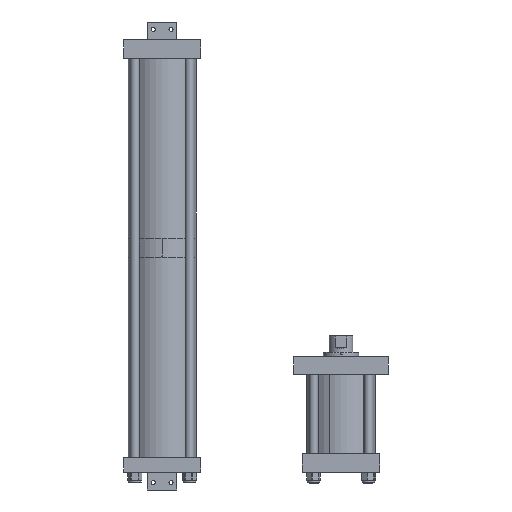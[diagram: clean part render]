
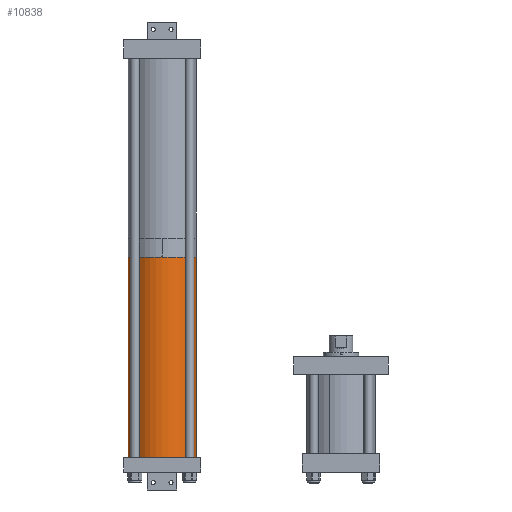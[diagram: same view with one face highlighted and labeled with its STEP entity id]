
A CAD part, front view. The second image highlights one B-rep face of the part: STEP entity #10838.
In plain terms, the highlighted cylindrical face has radius 73.025 mm (diameter 146.05 mm), a partial arc.
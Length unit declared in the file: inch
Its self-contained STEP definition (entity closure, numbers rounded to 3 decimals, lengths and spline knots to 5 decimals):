
#226 = FACE_OUTER_BOUND ( 'NONE', #14292, .T. ) ;
#419 = LINE ( 'NONE', #9446, #12125 ) ;
#462 = EDGE_CURVE ( 'NONE', #4348, #14329, #6180, .T. ) ;
#1122 = DIRECTION ( 'NONE',  ( -1., 0., 0. ) ) ;
#1294 = AXIS2_PLACEMENT_3D ( 'NONE', #10560, #3600, #12685 ) ;
#1523 = CYLINDRICAL_SURFACE ( 'NONE', #1294, 2.875 ) ;
#2482 = DIRECTION ( 'NONE',  ( -1., 0., 0. ) ) ;
#2543 = CARTESIAN_POINT ( 'NONE',  ( 0., 0., 0. ) ) ;
#3275 = ORIENTED_EDGE ( 'NONE', *, *, #13969, .T. ) ;
#3308 = AXIS2_PLACEMENT_3D ( 'NONE', #2543, #11605, #4621 ) ;
#3600 = DIRECTION ( 'NONE',  ( -1., 0., 0. ) ) ;
#4348 = VERTEX_POINT ( 'NONE', #14028 ) ;
#4441 = CARTESIAN_POINT ( 'NONE',  ( 16.876, 0., 0. ) ) ;
#4621 = DIRECTION ( 'NONE',  ( 0., 0., -1. ) ) ;
#6180 = CIRCLE ( 'NONE', #3308, 2.875 ) ;
#6661 = ORIENTED_EDGE ( 'NONE', *, *, #9454, .F. ) ;
#7183 = CARTESIAN_POINT ( 'NONE',  ( 16.876, 0., -2.875 ) ) ;
#7266 = DIRECTION ( 'NONE',  ( 1., 0., 0. ) ) ;
#7861 = CARTESIAN_POINT ( 'NONE',  ( 16.876, 0., 2.875 ) ) ;
#8101 = CARTESIAN_POINT ( 'NONE',  ( 16.876, 0., 2.875 ) ) ;
#8527 = ORIENTED_EDGE ( 'NONE', *, *, #9424, .F. ) ;
#9007 = CIRCLE ( 'NONE', #11617, 2.875 ) ;
#9424 = EDGE_CURVE ( 'NONE', #10939, #14329, #419, .T. ) ;
#9446 = CARTESIAN_POINT ( 'NONE',  ( 16.876, 0., -2.875 ) ) ;
#9454 = EDGE_CURVE ( 'NONE', #9568, #10939, #9007, .T. ) ;
#9568 = VERTEX_POINT ( 'NONE', #7861 ) ;
#9919 = CARTESIAN_POINT ( 'NONE',  ( 0., 0., -2.875 ) ) ;
#10560 = CARTESIAN_POINT ( 'NONE',  ( 16.876, 0., 0. ) ) ;
#10838 = ADVANCED_FACE ( 'NONE', ( #226 ), #1523, .T. ) ;
#10939 = VERTEX_POINT ( 'NONE', #7183 ) ;
#11605 = DIRECTION ( 'NONE',  ( 1., 0., 0. ) ) ;
#11617 = AXIS2_PLACEMENT_3D ( 'NONE', #4441, #7266, #14337 ) ;
#12125 = VECTOR ( 'NONE', #2482, 39.37008 ) ;
#12685 = DIRECTION ( 'NONE',  ( 0., 0., 1. ) ) ;
#13701 = VECTOR ( 'NONE', #1122, 39.37008 ) ;
#13969 = EDGE_CURVE ( 'NONE', #9568, #4348, #15209, .T. ) ;
#14028 = CARTESIAN_POINT ( 'NONE',  ( 0., 0., 2.875 ) ) ;
#14292 = EDGE_LOOP ( 'NONE', ( #8527, #6661, #3275, #15045 ) ) ;
#14329 = VERTEX_POINT ( 'NONE', #9919 ) ;
#14337 = DIRECTION ( 'NONE',  ( 0., 0., -1. ) ) ;
#15045 = ORIENTED_EDGE ( 'NONE', *, *, #462, .T. ) ;
#15209 = LINE ( 'NONE', #8101, #13701 ) ;
